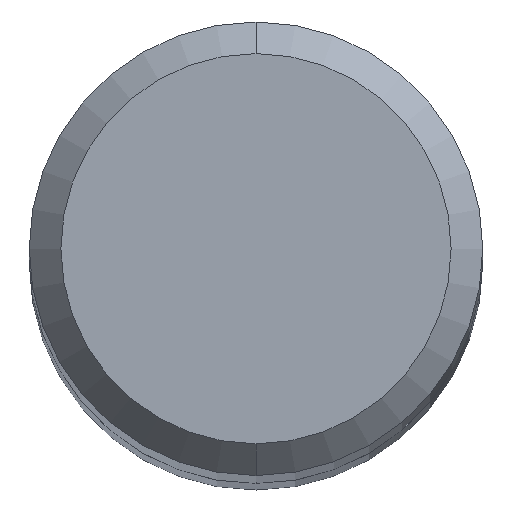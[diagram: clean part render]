
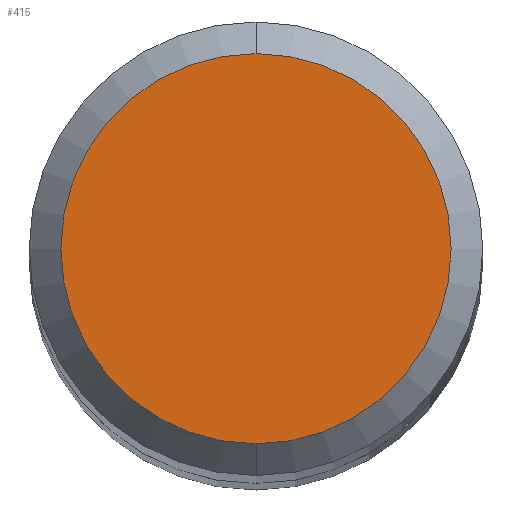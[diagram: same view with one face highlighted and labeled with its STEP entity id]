
A CAD part, top view. The second image highlights one B-rep face of the part: STEP entity #415.
In plain terms, the highlighted planar face has unit normal (0, 0, 1).
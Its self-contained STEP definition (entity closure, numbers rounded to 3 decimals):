
#253=VERTEX_POINT('',#534);
#289=EDGE_CURVE('',#357,#253,#576,.T.);
#357=VERTEX_POINT('',#650);
#377=EDGE_CURVE('',#253,#357,#672,.T.);
#415=ADVANCED_FACE('',(#715),#716,.T.);
#534=CARTESIAN_POINT('',(0.,-1.85,0.0));
#576=CIRCLE('',#1035,1.85);
#650=CARTESIAN_POINT('',(0.0,1.85,0.0));
#672=CIRCLE('',#1252,1.85);
#715=FACE_OUTER_BOUND('',#1310,.T.);
#716=PLANE('',#1311);
#1035=AXIS2_PLACEMENT_3D('',#1462,#1463,#1464);
#1252=AXIS2_PLACEMENT_3D('',#1561,#1562,#1563);
#1310=EDGE_LOOP('',(#1620,#1621));
#1311=AXIS2_PLACEMENT_3D('',#1622,#1623,#1624);
#1462=CARTESIAN_POINT('',(0.0,0.0,0.0));
#1463=DIRECTION('',(0.0,0.0,-1.0));
#1464=DIRECTION('',(0.0,1.0,0.0));
#1561=CARTESIAN_POINT('',(0.0,0.0,0.0));
#1562=DIRECTION('',(0.0,0.0,-1.0));
#1563=DIRECTION('',(0.0,1.0,0.0));
#1620=ORIENTED_EDGE('',*,*,#289,.F.);
#1621=ORIENTED_EDGE('',*,*,#377,.F.);
#1622=CARTESIAN_POINT('',(0.0,0.925,0.0));
#1623=DIRECTION('',(-0.0,0.0,1.0));
#1624=DIRECTION('',(0.0,-1.0,0.0));
